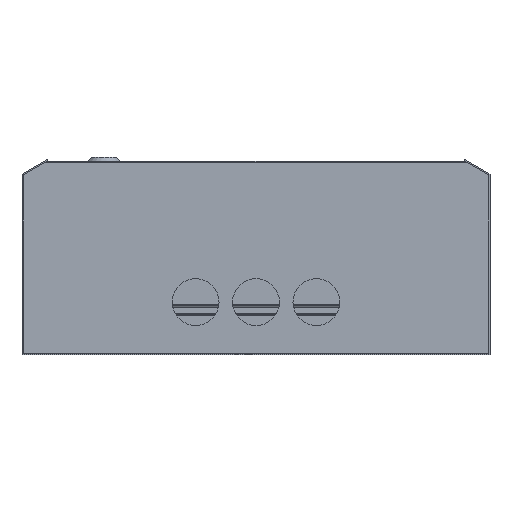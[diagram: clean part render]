
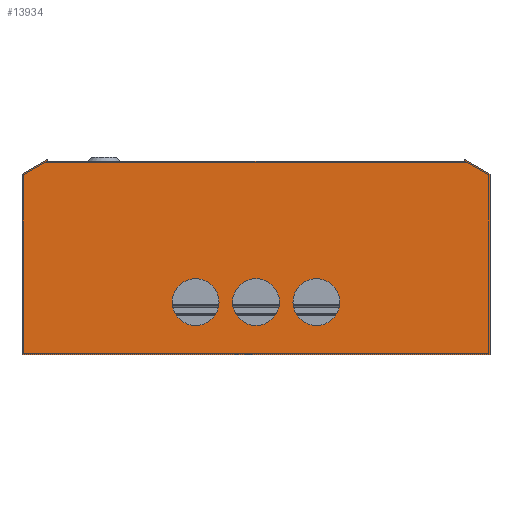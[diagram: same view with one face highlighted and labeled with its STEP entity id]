
A CAD part, front view. The second image highlights one B-rep face of the part: STEP entity #13934.
In plain terms, the highlighted planar face has unit normal (0, -1, 0).
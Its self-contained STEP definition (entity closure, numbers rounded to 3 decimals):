
#214 = ORIENTED_EDGE ( 'NONE', *, *, #20838, .T. ) ;
#247 = DIRECTION ( 'NONE',  ( 0., 0., 1. ) ) ;
#356 = CARTESIAN_POINT ( 'NONE',  ( 138.1, -230., 0. ) ) ;
#403 = VERTEX_POINT ( 'NONE', #8151 ) ;
#1027 = AXIS2_PLACEMENT_3D ( 'NONE', #11908, #1136, #2869 ) ;
#1136 = DIRECTION ( 'NONE',  ( 0., 1., 0. ) ) ;
#1404 = DIRECTION ( 'NONE',  ( 0., 0., 1. ) ) ;
#1597 = DIRECTION ( 'NONE',  ( 0., 1., 0. ) ) ;
#2027 = ORIENTED_EDGE ( 'NONE', *, *, #7240, .F. ) ;
#2190 = DIRECTION ( 'NONE',  ( 0., 0., 1. ) ) ;
#2192 = VECTOR ( 'NONE', #10413, 1000. ) ;
#2402 = ORIENTED_EDGE ( 'NONE', *, *, #7281, .F. ) ;
#2659 = VERTEX_POINT ( 'NONE', #8987 ) ;
#2869 = DIRECTION ( 'NONE',  ( 0., 0., 1. ) ) ;
#3055 = LINE ( 'NONE', #12199, #20181 ) ;
#3463 = EDGE_CURVE ( 'NONE', #2659, #14524, #8495, .T. ) ;
#3468 = CARTESIAN_POINT ( 'NONE',  ( 155., -230., -8.429 ) ) ;
#4178 = FACE_BOUND ( 'NONE', #11264, .T. ) ;
#4282 = VECTOR ( 'NONE', #18640, 1000. ) ;
#4433 = VERTEX_POINT ( 'NONE', #3468 ) ;
#4724 = DIRECTION ( 'NONE',  ( 0., 0., 1. ) ) ;
#4814 = LINE ( 'NONE', #19876, #18590 ) ;
#5039 = VERTEX_POINT ( 'NONE', #9883 ) ;
#5179 = VERTEX_POINT ( 'NONE', #11845 ) ;
#5190 = AXIS2_PLACEMENT_3D ( 'NONE', #12792, #16393, #2190 ) ;
#5477 = EDGE_CURVE ( 'NONE', #4433, #21605, #23060, .T. ) ;
#5503 = CARTESIAN_POINT ( 'NONE',  ( 0., -230., -93.2 ) ) ;
#5543 = LINE ( 'NONE', #13851, #2192 ) ;
#5847 = DIRECTION ( 'NONE',  ( 0., 1., 0. ) ) ;
#5959 = ORIENTED_EDGE ( 'NONE', *, *, #14993, .F. ) ;
#6375 = EDGE_LOOP ( 'NONE', ( #16211, #20340 ) ) ;
#6413 = VECTOR ( 'NONE', #23046, 1000. ) ;
#6486 = CARTESIAN_POINT ( 'NONE',  ( 40., -230., -77.7 ) ) ;
#6884 = CARTESIAN_POINT ( 'NONE',  ( 0., -230., 0. ) ) ;
#6906 = VECTOR ( 'NONE', #4724, 1000. ) ;
#6978 = FACE_BOUND ( 'NONE', #6375, .T. ) ;
#7240 = EDGE_CURVE ( 'NONE', #21605, #2659, #8101, .T. ) ;
#7281 = EDGE_CURVE ( 'NONE', #17964, #4433, #3055, .T. ) ;
#7495 = CARTESIAN_POINT ( 'NONE',  ( 40., -230., -93.2 ) ) ;
#7585 = CARTESIAN_POINT ( 'NONE',  ( -40., -230., -77.7 ) ) ;
#7816 = CARTESIAN_POINT ( 'NONE',  ( 155., -230., -128.2 ) ) ;
#8101 = LINE ( 'NONE', #21278, #6413 ) ;
#8151 = CARTESIAN_POINT ( 'NONE',  ( -138.1, -230., 0. ) ) ;
#8200 = ORIENTED_EDGE ( 'NONE', *, *, #9854, .T. ) ;
#8304 = AXIS2_PLACEMENT_3D ( 'NONE', #7495, #5847, #21790 ) ;
#8431 = VERTEX_POINT ( 'NONE', #356 ) ;
#8432 = DIRECTION ( 'NONE',  ( 1., 0., 0. ) ) ;
#8495 = LINE ( 'NONE', #10572, #21141 ) ;
#8987 = CARTESIAN_POINT ( 'NONE',  ( -155., -230., -128.2 ) ) ;
#9128 = DIRECTION ( 'NONE',  ( 0.866, 0., 0.5 ) ) ;
#9418 = CARTESIAN_POINT ( 'NONE',  ( 138.1, -230., 1.328 ) ) ;
#9594 = AXIS2_PLACEMENT_3D ( 'NONE', #6884, #21109, #1404 ) ;
#9854 = EDGE_CURVE ( 'NONE', #17378, #5039, #13881, .T. ) ;
#9883 = CARTESIAN_POINT ( 'NONE',  ( 40., -230., -108.7 ) ) ;
#10413 = DIRECTION ( 'NONE',  ( 0., 0., -1. ) ) ;
#10459 = AXIS2_PLACEMENT_3D ( 'NONE', #19311, #12111, #15542 ) ;
#10572 = CARTESIAN_POINT ( 'NONE',  ( -155., -230., -128.2 ) ) ;
#11264 = EDGE_LOOP ( 'NONE', ( #8200, #214 ) ) ;
#11294 = EDGE_CURVE ( 'NONE', #13140, #21720, #13535, .T. ) ;
#11439 = LINE ( 'NONE', #19510, #16762 ) ;
#11541 = EDGE_LOOP ( 'NONE', ( #20412, #2027, #18754, #2402, #5959, #22742, #17226, #22833 ) ) ;
#11747 = CARTESIAN_POINT ( 'NONE',  ( 138.1, -230., 1.328 ) ) ;
#11782 = ORIENTED_EDGE ( 'NONE', *, *, #11885, .T. ) ;
#11845 = CARTESIAN_POINT ( 'NONE',  ( 0., -230., -108.7 ) ) ;
#11885 = EDGE_CURVE ( 'NONE', #5179, #19068, #18074, .T. ) ;
#11908 = CARTESIAN_POINT ( 'NONE',  ( -40., -230., -93.2 ) ) ;
#12010 = LINE ( 'NONE', #11747, #6906 ) ;
#12111 = DIRECTION ( 'NONE',  ( 0., 1., 0. ) ) ;
#12199 = CARTESIAN_POINT ( 'NONE',  ( 155., -230., -8.429 ) ) ;
#12416 = EDGE_CURVE ( 'NONE', #19068, #5179, #21672, .T. ) ;
#12433 = EDGE_CURVE ( 'NONE', #14524, #18334, #4814, .T. ) ;
#12682 = DIRECTION ( 'NONE',  ( 0., 1., 0. ) ) ;
#12792 = CARTESIAN_POINT ( 'NONE',  ( 0., -230., -93.2 ) ) ;
#13140 = VERTEX_POINT ( 'NONE', #18558 ) ;
#13301 = CIRCLE ( 'NONE', #14684, 15.5 ) ;
#13535 = CIRCLE ( 'NONE', #10459, 15.5 ) ;
#13768 = CARTESIAN_POINT ( 'NONE',  ( 0., -230., -77.7 ) ) ;
#13851 = CARTESIAN_POINT ( 'NONE',  ( -138.1, -230., 1.328 ) ) ;
#13881 = CIRCLE ( 'NONE', #8304, 15.5 ) ;
#13934 = ADVANCED_FACE ( 'NONE', ( #4178, #22141, #6978, #14283 ), #21031, .F. ) ;
#14283 = FACE_OUTER_BOUND ( 'NONE', #11541, .T. ) ;
#14503 = EDGE_CURVE ( 'NONE', #18334, #403, #5543, .T. ) ;
#14507 = CIRCLE ( 'NONE', #1027, 15.5 ) ;
#14524 = VERTEX_POINT ( 'NONE', #17474 ) ;
#14527 = CARTESIAN_POINT ( 'NONE',  ( -138.1, -230., 1.328 ) ) ;
#14684 = AXIS2_PLACEMENT_3D ( 'NONE', #19333, #1597, #23151 ) ;
#14711 = CARTESIAN_POINT ( 'NONE',  ( 155., -230., -128.2 ) ) ;
#14993 = EDGE_CURVE ( 'NONE', #8431, #17964, #12010, .T. ) ;
#15076 = EDGE_CURVE ( 'NONE', #21720, #13140, #14507, .T. ) ;
#15542 = DIRECTION ( 'NONE',  ( 0., 0., 1. ) ) ;
#16211 = ORIENTED_EDGE ( 'NONE', *, *, #15076, .T. ) ;
#16393 = DIRECTION ( 'NONE',  ( 0., 1., 0. ) ) ;
#16762 = VECTOR ( 'NONE', #8432, 1000. ) ;
#17226 = ORIENTED_EDGE ( 'NONE', *, *, #14503, .F. ) ;
#17378 = VERTEX_POINT ( 'NONE', #6486 ) ;
#17474 = CARTESIAN_POINT ( 'NONE',  ( -155., -230., -8.429 ) ) ;
#17964 = VERTEX_POINT ( 'NONE', #9418 ) ;
#18074 = CIRCLE ( 'NONE', #5190, 15.5 ) ;
#18334 = VERTEX_POINT ( 'NONE', #14527 ) ;
#18492 = ORIENTED_EDGE ( 'NONE', *, *, #12416, .T. ) ;
#18558 = CARTESIAN_POINT ( 'NONE',  ( -40., -230., -108.7 ) ) ;
#18590 = VECTOR ( 'NONE', #9128, 1000. ) ;
#18640 = DIRECTION ( 'NONE',  ( 0., 0., -1. ) ) ;
#18754 = ORIENTED_EDGE ( 'NONE', *, *, #5477, .F. ) ;
#19068 = VERTEX_POINT ( 'NONE', #13768 ) ;
#19168 = EDGE_CURVE ( 'NONE', #403, #8431, #11439, .T. ) ;
#19311 = CARTESIAN_POINT ( 'NONE',  ( -40., -230., -93.2 ) ) ;
#19333 = CARTESIAN_POINT ( 'NONE',  ( 40., -230., -93.2 ) ) ;
#19510 = CARTESIAN_POINT ( 'NONE',  ( -138.1, -230., 0. ) ) ;
#19876 = CARTESIAN_POINT ( 'NONE',  ( -155., -230., -8.429 ) ) ;
#20181 = VECTOR ( 'NONE', #22895, 1000. ) ;
#20340 = ORIENTED_EDGE ( 'NONE', *, *, #11294, .T. ) ;
#20412 = ORIENTED_EDGE ( 'NONE', *, *, #3463, .F. ) ;
#20838 = EDGE_CURVE ( 'NONE', #5039, #17378, #13301, .T. ) ;
#21031 = PLANE ( 'NONE',  #9594 ) ;
#21109 = DIRECTION ( 'NONE',  ( 0., 1., 0. ) ) ;
#21141 = VECTOR ( 'NONE', #23243, 1000. ) ;
#21278 = CARTESIAN_POINT ( 'NONE',  ( -155., -230., -128.2 ) ) ;
#21605 = VERTEX_POINT ( 'NONE', #7816 ) ;
#21672 = CIRCLE ( 'NONE', #23217, 15.5 ) ;
#21720 = VERTEX_POINT ( 'NONE', #7585 ) ;
#21790 = DIRECTION ( 'NONE',  ( 0., 0., 1. ) ) ;
#22141 = FACE_BOUND ( 'NONE', #22861, .T. ) ;
#22742 = ORIENTED_EDGE ( 'NONE', *, *, #19168, .F. ) ;
#22833 = ORIENTED_EDGE ( 'NONE', *, *, #12433, .F. ) ;
#22861 = EDGE_LOOP ( 'NONE', ( #18492, #11782 ) ) ;
#22895 = DIRECTION ( 'NONE',  ( 0.866, 0., -0.5 ) ) ;
#23046 = DIRECTION ( 'NONE',  ( -1., 0., 0. ) ) ;
#23060 = LINE ( 'NONE', #14711, #4282 ) ;
#23151 = DIRECTION ( 'NONE',  ( 0., 0., 1. ) ) ;
#23217 = AXIS2_PLACEMENT_3D ( 'NONE', #5503, #12682, #247 ) ;
#23243 = DIRECTION ( 'NONE',  ( 0., 0., 1. ) ) ;
